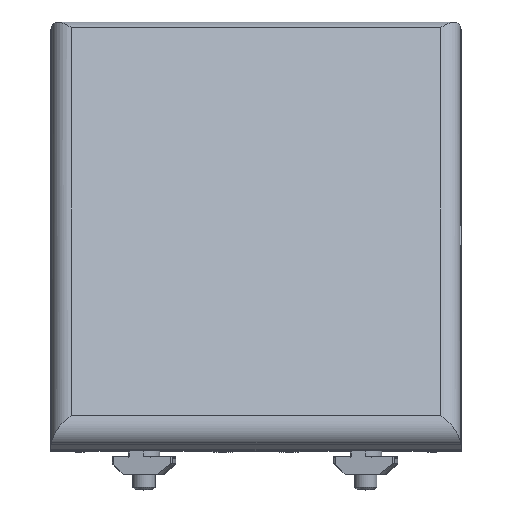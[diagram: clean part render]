
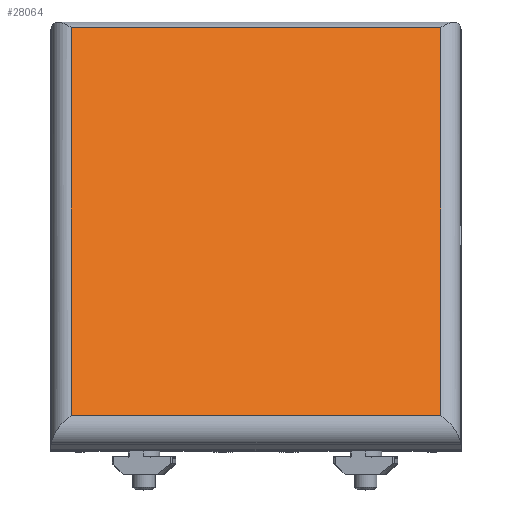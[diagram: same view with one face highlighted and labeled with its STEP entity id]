
A CAD part, top view. The second image highlights one B-rep face of the part: STEP entity #28064.
In plain terms, the highlighted face is planar.
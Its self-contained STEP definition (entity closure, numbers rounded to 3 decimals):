
#27971 = CYLINDRICAL_SURFACE('',#27972,3.5);
#27972 = AXIS2_PLACEMENT_3D('',#27973,#27974,#27975);
#27973 = CARTESIAN_POINT('',(33.3,-0.5,54.));
#27974 = DIRECTION('',(0.,0.,-1.));
#27975 = DIRECTION('',(-1.,0.,0.));
#28064 = ADVANCED_FACE('',(#28065),#28079,.F.);
#28065 = FACE_BOUND('',#28066,.T.);
#28066 = EDGE_LOOP('',(#28067,#28102,#28125,#28153));
#28067 = ORIENTED_EDGE('',*,*,#28068,.F.);
#28068 = EDGE_CURVE('',#28069,#28071,#28073,.T.);
#28069 = VERTEX_POINT('',#28070);
#28070 = CARTESIAN_POINT('',(33.3,-4.,-49.5));
#28071 = VERTEX_POINT('',#28072);
#28072 = CARTESIAN_POINT('',(-33.3,-4.,-49.5));
#28073 = SURFACE_CURVE('',#28074,(#28078,#28090),.PCURVE_S1.);
#28074 = LINE('',#28075,#28076);
#28075 = CARTESIAN_POINT('',(36.8,-4.,-49.5));
#28076 = VECTOR('',#28077,1.);
#28077 = DIRECTION('',(-1.,0.,0.));
#28078 = PCURVE('',#28079,#28084);
#28079 = PLANE('',#28080);
#28080 = AXIS2_PLACEMENT_3D('',#28081,#28082,#28083);
#28081 = CARTESIAN_POINT('',(36.8,-4.,49.5));
#28082 = DIRECTION('',(0.,1.,0.));
#28083 = DIRECTION('',(0.,-0.,1.));
#28084 = DEFINITIONAL_REPRESENTATION('',(#28085),#28089);
#28085 = LINE('',#28086,#28087);
#28086 = CARTESIAN_POINT('',(-99.,0.));
#28087 = VECTOR('',#28088,1.);
#28088 = DIRECTION('',(0.,-1.));
#28089 = ( GEOMETRIC_REPRESENTATION_CONTEXT(2) 
PARAMETRIC_REPRESENTATION_CONTEXT() REPRESENTATION_CONTEXT('2D SPACE',''
  ) );
#28090 = PCURVE('',#28091,#28096);
#28091 = CYLINDRICAL_SURFACE('',#28092,3.5);
#28092 = AXIS2_PLACEMENT_3D('',#28093,#28094,#28095);
#28093 = CARTESIAN_POINT('',(36.8,-0.5,-49.5));
#28094 = DIRECTION('',(-1.,0.,0.));
#28095 = DIRECTION('',(0.,0.,1.));
#28096 = DEFINITIONAL_REPRESENTATION('',(#28097),#28101);
#28097 = LINE('',#28098,#28099);
#28098 = CARTESIAN_POINT('',(4.712,0.));
#28099 = VECTOR('',#28100,1.);
#28100 = DIRECTION('',(0.,1.));
#28101 = ( GEOMETRIC_REPRESENTATION_CONTEXT(2) 
PARAMETRIC_REPRESENTATION_CONTEXT() REPRESENTATION_CONTEXT('2D SPACE',''
  ) );
#28102 = ORIENTED_EDGE('',*,*,#28103,.F.);
#28103 = EDGE_CURVE('',#28104,#28069,#28106,.T.);
#28104 = VERTEX_POINT('',#28105);
#28105 = CARTESIAN_POINT('',(33.3,-4.,49.5));
#28106 = SURFACE_CURVE('',#28107,(#28111,#28118),.PCURVE_S1.);
#28107 = LINE('',#28108,#28109);
#28108 = CARTESIAN_POINT('',(33.3,-4.,54.));
#28109 = VECTOR('',#28110,1.);
#28110 = DIRECTION('',(0.,0.,-1.));
#28111 = PCURVE('',#28079,#28112);
#28112 = DEFINITIONAL_REPRESENTATION('',(#28113),#28117);
#28113 = LINE('',#28114,#28115);
#28114 = CARTESIAN_POINT('',(4.5,-3.5));
#28115 = VECTOR('',#28116,1.);
#28116 = DIRECTION('',(-1.,0.));
#28117 = ( GEOMETRIC_REPRESENTATION_CONTEXT(2) 
PARAMETRIC_REPRESENTATION_CONTEXT() REPRESENTATION_CONTEXT('2D SPACE',''
  ) );
#28118 = PCURVE('',#27971,#28119);
#28119 = DEFINITIONAL_REPRESENTATION('',(#28120),#28124);
#28120 = LINE('',#28121,#28122);
#28121 = CARTESIAN_POINT('',(4.712,0.));
#28122 = VECTOR('',#28123,1.);
#28123 = DIRECTION('',(0.,1.));
#28124 = ( GEOMETRIC_REPRESENTATION_CONTEXT(2) 
PARAMETRIC_REPRESENTATION_CONTEXT() REPRESENTATION_CONTEXT('2D SPACE',''
  ) );
#28125 = ORIENTED_EDGE('',*,*,#28126,.T.);
#28126 = EDGE_CURVE('',#28104,#28127,#28129,.T.);
#28127 = VERTEX_POINT('',#28128);
#28128 = CARTESIAN_POINT('',(-33.3,-4.,49.5));
#28129 = SURFACE_CURVE('',#28130,(#28134,#28141),.PCURVE_S1.);
#28130 = LINE('',#28131,#28132);
#28131 = CARTESIAN_POINT('',(36.8,-4.,49.5));
#28132 = VECTOR('',#28133,1.);
#28133 = DIRECTION('',(-1.,0.,0.));
#28134 = PCURVE('',#28079,#28135);
#28135 = DEFINITIONAL_REPRESENTATION('',(#28136),#28140);
#28136 = LINE('',#28137,#28138);
#28137 = CARTESIAN_POINT('',(0.,0.));
#28138 = VECTOR('',#28139,1.);
#28139 = DIRECTION('',(0.,-1.));
#28140 = ( GEOMETRIC_REPRESENTATION_CONTEXT(2) 
PARAMETRIC_REPRESENTATION_CONTEXT() REPRESENTATION_CONTEXT('2D SPACE',''
  ) );
#28141 = PCURVE('',#28142,#28147);
#28142 = CYLINDRICAL_SURFACE('',#28143,3.5);
#28143 = AXIS2_PLACEMENT_3D('',#28144,#28145,#28146);
#28144 = CARTESIAN_POINT('',(36.8,-0.5,49.5));
#28145 = DIRECTION('',(-1.,0.,0.));
#28146 = DIRECTION('',(0.,0.,1.));
#28147 = DEFINITIONAL_REPRESENTATION('',(#28148),#28152);
#28148 = LINE('',#28149,#28150);
#28149 = CARTESIAN_POINT('',(4.712,0.));
#28150 = VECTOR('',#28151,1.);
#28151 = DIRECTION('',(0.,1.));
#28152 = ( GEOMETRIC_REPRESENTATION_CONTEXT(2) 
PARAMETRIC_REPRESENTATION_CONTEXT() REPRESENTATION_CONTEXT('2D SPACE',''
  ) );
#28153 = ORIENTED_EDGE('',*,*,#28154,.T.);
#28154 = EDGE_CURVE('',#28127,#28071,#28155,.T.);
#28155 = SURFACE_CURVE('',#28156,(#28160,#28167),.PCURVE_S1.);
#28156 = LINE('',#28157,#28158);
#28157 = CARTESIAN_POINT('',(-33.3,-4.,54.));
#28158 = VECTOR('',#28159,1.);
#28159 = DIRECTION('',(0.,0.,-1.));
#28160 = PCURVE('',#28079,#28161);
#28161 = DEFINITIONAL_REPRESENTATION('',(#28162),#28166);
#28162 = LINE('',#28163,#28164);
#28163 = CARTESIAN_POINT('',(4.5,-70.1));
#28164 = VECTOR('',#28165,1.);
#28165 = DIRECTION('',(-1.,0.));
#28166 = ( GEOMETRIC_REPRESENTATION_CONTEXT(2) 
PARAMETRIC_REPRESENTATION_CONTEXT() REPRESENTATION_CONTEXT('2D SPACE',''
  ) );
#28167 = PCURVE('',#28168,#28173);
#28168 = CYLINDRICAL_SURFACE('',#28169,3.5);
#28169 = AXIS2_PLACEMENT_3D('',#28170,#28171,#28172);
#28170 = CARTESIAN_POINT('',(-33.3,-0.5,54.));
#28171 = DIRECTION('',(0.,0.,-1.));
#28172 = DIRECTION('',(-1.,0.,0.));
#28173 = DEFINITIONAL_REPRESENTATION('',(#28174),#28178);
#28174 = LINE('',#28175,#28176);
#28175 = CARTESIAN_POINT('',(4.712,0.));
#28176 = VECTOR('',#28177,1.);
#28177 = DIRECTION('',(0.,1.));
#28178 = ( GEOMETRIC_REPRESENTATION_CONTEXT(2) 
PARAMETRIC_REPRESENTATION_CONTEXT() REPRESENTATION_CONTEXT('2D SPACE',''
  ) );
